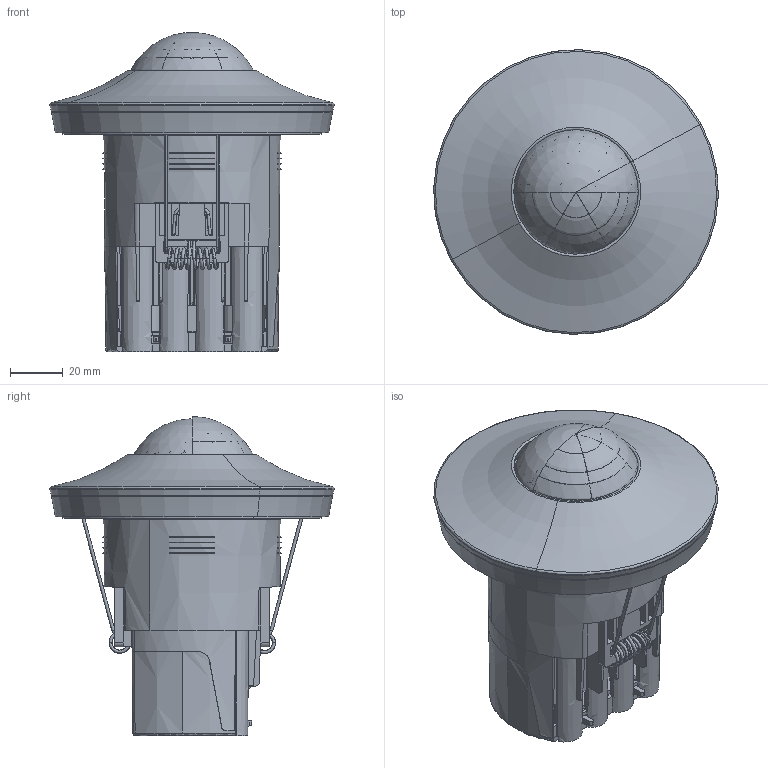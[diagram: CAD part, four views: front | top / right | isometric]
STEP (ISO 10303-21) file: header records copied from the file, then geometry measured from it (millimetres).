
FILE_DESCRIPTION(('CATIA V5 STEP'),'2;1');
FILE_NAME('BIM_ZG01948400_ASSY_C-SERIE_DALI_AD_8_ALLCATPART.stp','2021-03-30T14:40:32+00:00',('none'),('none'),'CATIA Version 5 Release 19 SP 3 (IN-10)','CATIA V5 STEP AP214','none');
FILE_SCHEMA(('AUTOMOTIVE_DESIGN { 1 0 10303 214 1 1 1 1 }'));
Length unit declared in the file: millimetre
Products named in the file (1): ZG01948400_ASSY_C-SERIE_DALI_AD_8_AllCATPart
Bounding box: 107.91 x 107.91 x 121 mm (x, y, z)
Volume: 94048.7 mm3; surface area: 151105.1 mm2
Topology: 19 solids, 19 shells, 3688 faces, 9640 edges, 5590 vertices
Faces by surface type: plane 1011, cylinder 688, bspline 624, torus 465, sphere 462, cone 416, revolution 18, extrusion 4
Entity records: 145337 total; most frequent: CARTESIAN_POINT 70401, ORIENTED_EDGE 18368, DIRECTION 10296, EDGE_CURVE 9184, VERTEX_POINT 5590, AXIS2_PLACEMENT_3D 5378, EDGE_LOOP 3854, B_SPLINE_CURVE_WITH_KNOTS 3754
